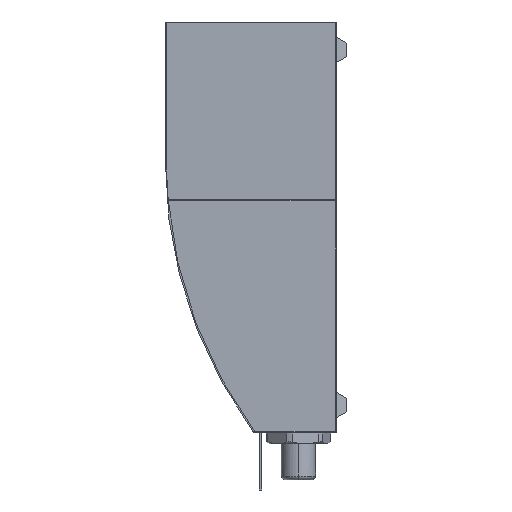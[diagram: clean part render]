
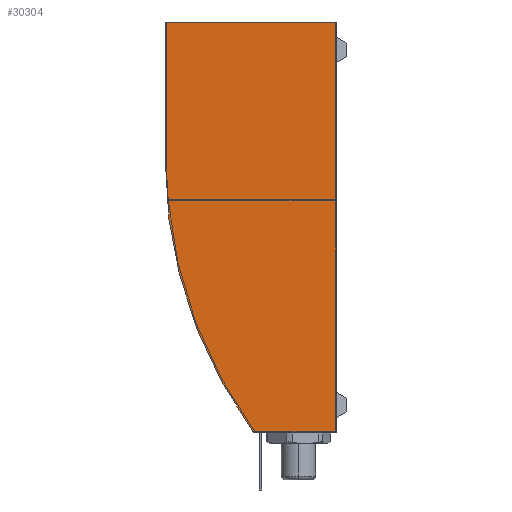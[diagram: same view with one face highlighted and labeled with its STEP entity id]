
A CAD part, left-side view. The second image highlights one B-rep face of the part: STEP entity #30304.
In plain terms, the highlighted planar face has unit normal (-1, 0, 0).
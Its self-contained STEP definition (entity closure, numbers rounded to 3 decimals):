
#575 = VECTOR ( 'NONE', #45029, 1000. ) ;
#641 = DIRECTION ( 'NONE',  ( 0., -1., 0. ) ) ;
#4054 = CARTESIAN_POINT ( 'NONE',  ( -295., 65.902, 1.237 ) ) ;
#4743 = CARTESIAN_POINT ( 'NONE',  ( -295., 63.475, 3. ) ) ;
#6434 = VECTOR ( 'NONE', #641, 1000. ) ;
#6728 = ORIENTED_EDGE ( 'NONE', *, *, #44486, .T. ) ;
#7191 = EDGE_CURVE ( 'NONE', #83610, #79069, #26229, .T. ) ;
#10623 = DIRECTION ( 'NONE',  ( -1., 0., 0. ) ) ;
#11464 = AXIS2_PLACEMENT_3D ( 'NONE', #55330, #10623, #62849 ) ;
#12025 = ORIENTED_EDGE ( 'NONE', *, *, #93115, .T. ) ;
#12241 = DIRECTION ( 'NONE',  ( 0., 0., 1. ) ) ;
#12850 = DIRECTION ( 'NONE',  ( 0., 0., -1. ) ) ;
#12994 = ORIENTED_EDGE ( 'NONE', *, *, #43512, .T. ) ;
#15266 = CARTESIAN_POINT ( 'NONE',  ( -295., 0., 0. ) ) ;
#16664 = LINE ( 'NONE', #35008, #54037 ) ;
#18153 = DIRECTION ( 'NONE',  ( 0., 0., 1. ) ) ;
#18553 = EDGE_CURVE ( 'NONE', #24941, #83610, #19017, .T. ) ;
#19017 = CIRCLE ( 'NONE', #94812, 3. ) ;
#24941 = VERTEX_POINT ( 'NONE', #4054 ) ;
#24995 = EDGE_LOOP ( 'NONE', ( #6728, #70570, #57019, #12025, #37515, #12994 ) ) ;
#25650 = CARTESIAN_POINT ( 'NONE',  ( -295., 0., 0. ) ) ;
#26229 = LINE ( 'NONE', #15266, #6434 ) ;
#30106 = CARTESIAN_POINT ( 'NONE',  ( -295., 63.475, 0. ) ) ;
#30304 = ADVANCED_FACE ( 'NONE', ( #61411 ), #58741, .T. ) ;
#30411 = CARTESIAN_POINT ( 'NONE',  ( -295., 0., 324. ) ) ;
#34933 = CARTESIAN_POINT ( 'NONE',  ( -295., 0., 0. ) ) ;
#35008 = CARTESIAN_POINT ( 'NONE',  ( -295., 135., 324. ) ) ;
#37515 = ORIENTED_EDGE ( 'NONE', *, *, #55821, .T. ) ;
#38917 = VERTEX_POINT ( 'NONE', #44266 ) ;
#41920 = AXIS2_PLACEMENT_3D ( 'NONE', #88751, #44070, #96255 ) ;
#43512 = EDGE_CURVE ( 'NONE', #38917, #59658, #16664, .T. ) ;
#44070 = DIRECTION ( 'NONE',  ( -1., 0., 0. ) ) ;
#44266 = CARTESIAN_POINT ( 'NONE',  ( -295., 135., 324. ) ) ;
#44486 = EDGE_CURVE ( 'NONE', #59658, #24941, #95869, .T. ) ;
#44952 = LINE ( 'NONE', #25650, #64817 ) ;
#45029 = DIRECTION ( 'NONE',  ( 0., 1., 0. ) ) ;
#54037 = VECTOR ( 'NONE', #12850, 1000. ) ;
#55330 = CARTESIAN_POINT ( 'NONE',  ( -295., -227.114, 214. ) ) ;
#55821 = EDGE_CURVE ( 'NONE', #72209, #38917, #62468, .T. ) ;
#56937 = DIRECTION ( 'NONE',  ( -1., 0., 0. ) ) ;
#57019 = ORIENTED_EDGE ( 'NONE', *, *, #7191, .T. ) ;
#58741 = PLANE ( 'NONE',  #41920 ) ;
#59658 = VERTEX_POINT ( 'NONE', #79778 ) ;
#61411 = FACE_OUTER_BOUND ( 'NONE', #24995, .T. ) ;
#62468 = LINE ( 'NONE', #82237, #575 ) ;
#62849 = DIRECTION ( 'NONE',  ( 0., 0., 1. ) ) ;
#64817 = VECTOR ( 'NONE', #18153, 1000. ) ;
#70570 = ORIENTED_EDGE ( 'NONE', *, *, #18553, .T. ) ;
#72209 = VERTEX_POINT ( 'NONE', #30411 ) ;
#79069 = VERTEX_POINT ( 'NONE', #34933 ) ;
#79778 = CARTESIAN_POINT ( 'NONE',  ( -295., 135., 214. ) ) ;
#82237 = CARTESIAN_POINT ( 'NONE',  ( -295., 0., 324. ) ) ;
#83610 = VERTEX_POINT ( 'NONE', #30106 ) ;
#88751 = CARTESIAN_POINT ( 'NONE',  ( -295., -227.114, 214. ) ) ;
#93115 = EDGE_CURVE ( 'NONE', #79069, #72209, #44952, .T. ) ;
#94812 = AXIS2_PLACEMENT_3D ( 'NONE', #4743, #56937, #12241 ) ;
#95869 = CIRCLE ( 'NONE', #11464, 362.114 ) ;
#96255 = DIRECTION ( 'NONE',  ( 0., 0., 1. ) ) ;
